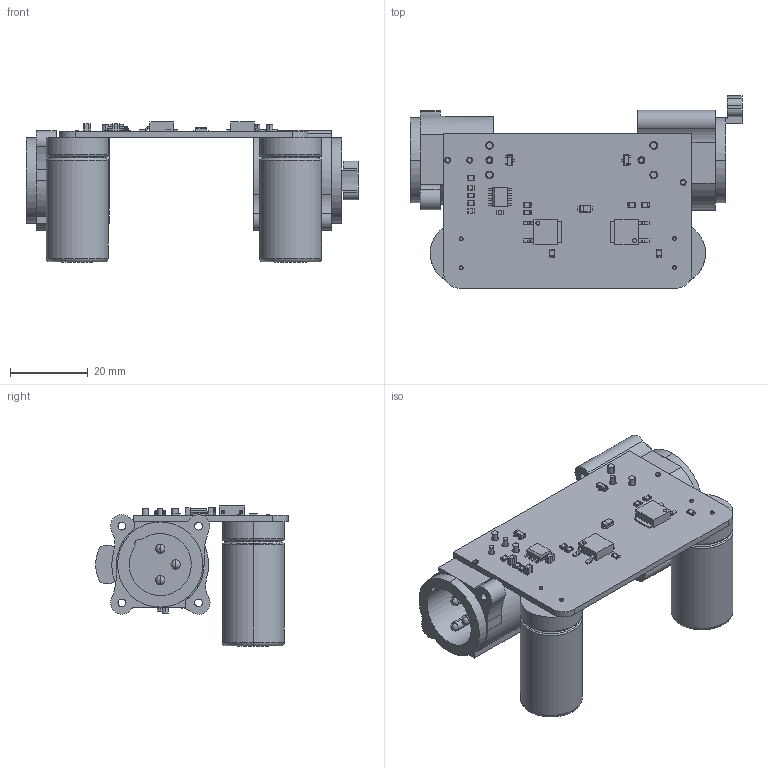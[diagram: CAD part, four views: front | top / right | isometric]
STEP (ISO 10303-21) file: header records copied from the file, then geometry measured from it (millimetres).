
FILE_DESCRIPTION(('KiCad electronic assembly'),'2;1');
FILE_NAME('Kabuki.step','2021-05-07T10:43:10',('An Author'),('A Company' ),'Open CASCADE STEP processor 6.9','KiCad to STEP converter', 'Unknown');
FILE_SCHEMA(('AUTOMOTIVE_DESIGN { 1 0 10303 214 1 1 1 1 }'));
Length unit declared in the file: millimetre
Products named in the file (20): Open CASCADE STEP translator 6.9 1; SODFL_SS1FH6; COMPOUND; RES0805; DPAK4P229_FQD18N20V2; nc3fahl1-1; SOLID; d-nc3mahr; CAP0805; SOIC8P127_IX44XX; SOT23-3P95_MMBZxxxALT1G; CAPPRD750W80D1600H3200
Assembly tree (32 placements, depth 3):
  Open CASCADE STEP translator 6.9 1
    SODFL_SS1FH6
      COMPOUND
    RES0805  x9
      COMPOUND
    DPAK4P229_FQD18N20V2  x2
      COMPOUND
    nc3fahl1-1
      SOLID
    d-nc3mahr
      SOLID
    CAP0805  x3
      COMPOUND
    SOIC8P127_IX44XX
      COMPOUND
    SOT23-3P95_MMBZxxxALT1G  x2
      COMPOUND
    CAPPRD750W80D1600H3200  x2
      COMPOUND
    COMPOUND
Bounding box: 85.6 x 49.62 x 36.1 mm (x, y, z)
Volume: 33669.8 mm3; surface area: 20393 mm2
Topology: 88 solids, 88 shells, 1473 faces, 3366 edges, 1994 vertices
Faces by surface type: plane 787, cylinder 564, sphere 96, torus 20, bspline 6
Full cylindrical faces by diameter (mm): 1 x4, 1.5 x3, 1.8 x2, 2 x4
Entity records: 41433 total; most frequent: CARTESIAN_POINT 10176, DIRECTION 5369, LINE 3148, VECTOR 3148, ORIENTED_EDGE 2716, PCURVE 2716, DEFINITIONAL_REPRESENTATION 2716, EDGE_CURVE 1358
